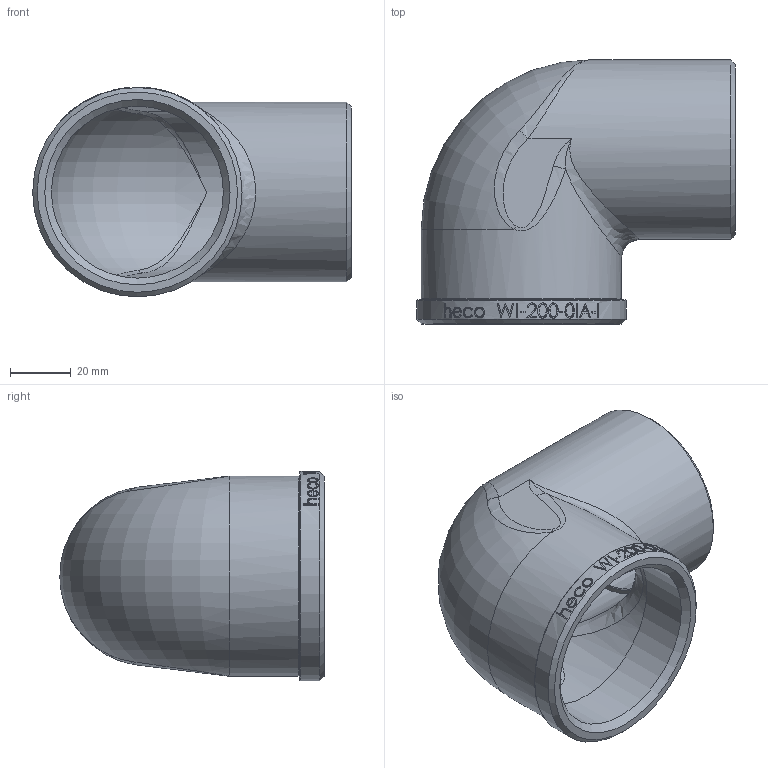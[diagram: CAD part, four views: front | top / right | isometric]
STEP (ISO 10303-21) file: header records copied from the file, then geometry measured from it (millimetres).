
FILE_DESCRIPTION (( 'STEP AP214' ), '1' );
FILE_NAME ('heco_WI-200-0IA-I.STEP', '2015-11-03T10:25:59', ( 'test' ), ( '' ), 'SwSTEP 2.0', 'SolidWorks 2011', '' );
FILE_SCHEMA (( 'AUTOMOTIVE_DESIGN' ));
Length unit declared in the file: millimetre
Products named in the file (1): heco_WI-200-0IA-I
Bounding box: 105 x 87.08 x 69.1 mm (x, y, z)
Volume: 73757.3 mm3; surface area: 45644.9 mm2
Topology: 1 solids, 1 shells, 200 faces, 503 edges, 322 vertices
Faces by surface type: bspline 105, plane 57, cylinder 29, cone 5, torus 4
Full cylindrical faces by diameter (mm): 50.5 x1, 53.764 x1, 56.656 x1, 59.164 x1, 60.6 x1, 66 x1, 69 x1
Entity records: 24021 total; most frequent: CARTESIAN_POINT 18009, ORIENTED_EDGE 952, EDGE_CURVE 476, DIRECTION 426, B_SPLINE_CURVE_WITH_KNOTS 319, VERTEX_POINT 317, EDGE_LOOP 241, FACE_OUTER_BOUND 209
